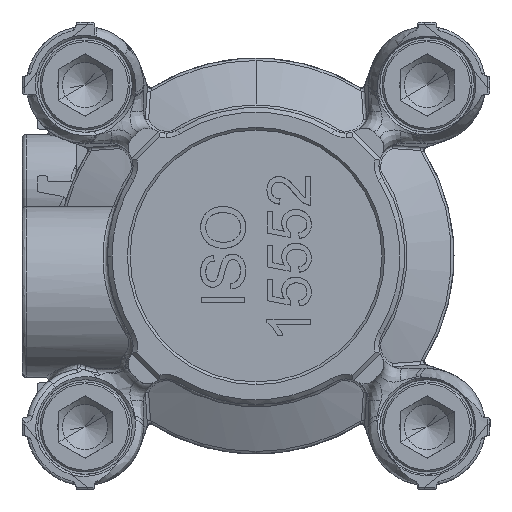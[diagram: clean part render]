
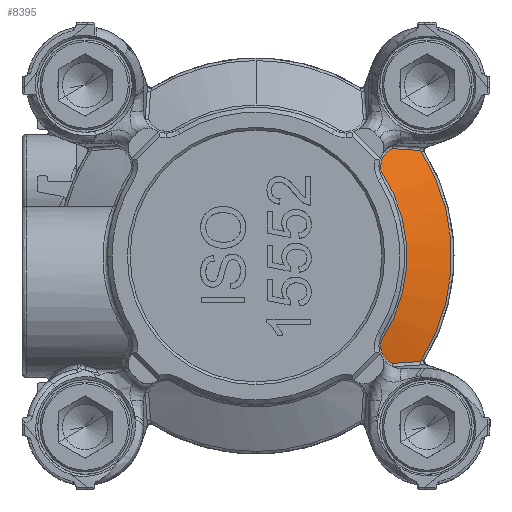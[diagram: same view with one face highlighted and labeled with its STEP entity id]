
A CAD part, front view. The second image highlights one B-rep face of the part: STEP entity #8395.
In plain terms, the highlighted conical face has half-angle 63.5 degrees and reference radius 21.723 mm.
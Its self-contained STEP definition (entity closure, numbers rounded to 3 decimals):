
#715 = EDGE_CURVE ( 'NONE', #86829, #75440, #81442, .T. ) ;
#2189 = CARTESIAN_POINT ( 'NONE',  ( 17.193, 24.271, 11.796 ) ) ;
#4408 = CARTESIAN_POINT ( 'NONE',  ( 14.101, 22.778, 10.939 ) ) ;
#4446 = CIRCLE ( 'NONE', #61197, 21.723 ) ;
#4911 = CARTESIAN_POINT ( 'NONE',  ( 13.915, 22.245, 9.372 ) ) ;
#6070 = CARTESIAN_POINT ( 'NONE',  ( 14.379, 23.014, -11.352 ) ) ;
#8395 = ADVANCED_FACE ( 'NONE', ( #50718 ), #14807, .T. ) ;
#9989 = CIRCLE ( 'NONE', #19713, 16.777 ) ;
#10192 = CARTESIAN_POINT ( 'NONE',  ( 13.88, 22.498, -10.303 ) ) ;
#11040 = CARTESIAN_POINT ( 'NONE',  ( 13.867, 22.465, 10.207 ) ) ;
#11617 = DIRECTION ( 'NONE',  ( -1., 0., 0. ) ) ;
#12035 = CARTESIAN_POINT ( 'NONE',  ( 14.624, 23.184, 11.592 ) ) ;
#12182 = CARTESIAN_POINT ( 'NONE',  ( 13.848, 22.348, -9.835 ) ) ;
#12534 = CARTESIAN_POINT ( 'NONE',  ( 13.978, 22.648, 10.672 ) ) ;
#13520 = VERTEX_POINT ( 'NONE', #41340 ) ;
#14189 = CARTESIAN_POINT ( 'NONE',  ( 14.144, 22.821, -11.024 ) ) ;
#14287 = EDGE_CURVE ( 'NONE', #75440, #81640, #100342, .T. ) ;
#14688 = CARTESIAN_POINT ( 'NONE',  ( 14.081, 22.758, -10.9 ) ) ;
#14807 = CONICAL_SURFACE ( 'NONE', #35927, 21.723, 1.108 ) ;
#15439 = CARTESIAN_POINT ( 'NONE',  ( 18.289, 24.711, -11.721 ) ) ;
#15699 = DIRECTION ( 'NONE',  ( 0., 1., 0. ) ) ;
#19176 = CARTESIAN_POINT ( 'NONE',  ( 15.152, 23.494, 11.925 ) ) ;
#19713 = AXIS2_PLACEMENT_3D ( 'NONE', #83709, #15699, #44655 ) ;
#20173 = CARTESIAN_POINT ( 'NONE',  ( 14.244, 22.907, 11.176 ) ) ;
#21310 = CARTESIAN_POINT ( 'NONE',  ( 14.038, 22.714, -10.81 ) ) ;
#22313 = CARTESIAN_POINT ( 'NONE',  ( 15.152, 23.494, -11.925 ) ) ;
#25449 = CARTESIAN_POINT ( 'NONE',  ( 13.846, 22.377, -9.936 ) ) ;
#26779 = EDGE_LOOP ( 'NONE', ( #88387, #75984, #97860, #90094, #57409, #82199 ) ) ;
#26876 = DIRECTION ( 'NONE',  ( 0., 1., 0. ) ) ;
#27788 = CARTESIAN_POINT ( 'NONE',  ( 13.848, 22.29, 9.634 ) ) ;
#28928 = CARTESIAN_POINT ( 'NONE',  ( 14.916, 23.369, -11.82 ) ) ;
#29438 = CARTESIAN_POINT ( 'NONE',  ( 13.994, 22.665, -10.705 ) ) ;
#29494 = EDGE_CURVE ( 'NONE', #13520, #81640, #4446, .T. ) ;
#32188 = CARTESIAN_POINT ( 'NONE',  ( 16.148, 23.865, 11.864 ) ) ;
#33183 = CARTESIAN_POINT ( 'NONE',  ( 18.289, 24.711, 11.721 ) ) ;
#33567 = CARTESIAN_POINT ( 'NONE',  ( 13.882, 22.267, -9.503 ) ) ;
#33927 = CARTESIAN_POINT ( 'NONE',  ( 14.145, 22.82, 11.019 ) ) ;
#34422 = CARTESIAN_POINT ( 'NONE',  ( 14.577, 23.154, 11.552 ) ) ;
#34913 = CARTESIAN_POINT ( 'NONE',  ( 15.034, 23.432, 11.873 ) ) ;
#35927 = AXIS2_PLACEMENT_3D ( 'NONE', #36500, #26876, #11617 ) ;
#36500 = CARTESIAN_POINT ( 'NONE',  ( 0., 24.711, 0. ) ) ;
#36569 = CARTESIAN_POINT ( 'NONE',  ( 14.511, 23.109, -11.491 ) ) ;
#36811 = CARTESIAN_POINT ( 'NONE',  ( 16.148, 23.865, -11.864 ) ) ;
#37065 = CARTESIAN_POINT ( 'NONE',  ( 14.711, 23.246, -11.68 ) ) ;
#38666 = EDGE_CURVE ( 'NONE', #94430, #86829, #9989, .T. ) ;
#39461 = CARTESIAN_POINT ( 'NONE',  ( 15.152, 23.494, -11.925 ) ) ;
#40292 = CARTESIAN_POINT ( 'NONE',  ( 15.152, 23.494, 11.925 ) ) ;
#41340 = CARTESIAN_POINT ( 'NONE',  ( 18.289, 24.711, 11.721 ) ) ;
#42026 = CARTESIAN_POINT ( 'NONE',  ( 14.695, 23.23, 11.652 ) ) ;
#43010 = CARTESIAN_POINT ( 'NONE',  ( 14.114, 22.791, 10.965 ) ) ;
#43506 = CARTESIAN_POINT ( 'NONE',  ( 13.83, 22.359, 9.899 ) ) ;
#44655 = DIRECTION ( 'NONE',  ( 0., 0., 1. ) ) ;
#45159 = CARTESIAN_POINT ( 'NONE',  ( 14.073, 22.751, -10.884 ) ) ;
#49292 = CARTESIAN_POINT ( 'NONE',  ( 13.862, 22.449, -10.158 ) ) ;
#49781 = CARTESIAN_POINT ( 'NONE',  ( 13.86, 22.443, -10.14 ) ) ;
#50718 = FACE_OUTER_BOUND ( 'NONE', #26779, .T. ) ;
#51130 = CARTESIAN_POINT ( 'NONE',  ( 14.026, 22.704, 10.792 ) ) ;
#51267 = EDGE_CURVE ( 'NONE', #92457, #94430, #79799, .T. ) ;
#51622 = CARTESIAN_POINT ( 'NONE',  ( 14.355, 22.997, 11.326 ) ) ;
#53147 = CARTESIAN_POINT ( 'NONE',  ( 18.289, 24.711, -11.721 ) ) ;
#57409 = ORIENTED_EDGE ( 'NONE', *, *, #38666, .T. ) ;
#58390 = CARTESIAN_POINT ( 'NONE',  ( 13.86, 22.296, -9.635 ) ) ;
#59615 = CARTESIAN_POINT ( 'NONE',  ( 17.193, 24.271, -11.796 ) ) ;
#61197 = AXIS2_PLACEMENT_3D ( 'NONE', #99742, #77362, #86969 ) ;
#64856 = CARTESIAN_POINT ( 'NONE',  ( 13.871, 22.475, 10.236 ) ) ;
#65000 = CARTESIAN_POINT ( 'NONE',  ( 13.857, 22.431, -10.106 ) ) ;
#65291 = CARTESIAN_POINT ( 'NONE',  ( 13.915, 22.245, 9.372 ) ) ;
#65854 = CARTESIAN_POINT ( 'NONE',  ( 14.769, 23.277, 11.707 ) ) ;
#66349 = CARTESIAN_POINT ( 'NONE',  ( 13.923, 22.571, 10.487 ) ) ;
#67203 = B_SPLINE_CURVE_WITH_KNOTS ( 'NONE', 3,
 ( #33183, #2189, #32188, #40292 ),
 .UNSPECIFIED., .F., .F.,
 ( 4, 4 ),
 ( 0., 1. ),
 .UNSPECIFIED. ) ;
#67506 = CARTESIAN_POINT ( 'NONE',  ( 14.443, 23.061, -11.422 ) ) ;
#74578 = CARTESIAN_POINT ( 'NONE',  ( 13.915, 22.245, -9.372 ) ) ;
#75440 = VERTEX_POINT ( 'NONE', #39461 ) ;
#75598 = CARTESIAN_POINT ( 'NONE',  ( 13.962, 22.624, -10.614 ) ) ;
#75984 = ORIENTED_EDGE ( 'NONE', *, *, #29494, .F. ) ;
#76094 = CARTESIAN_POINT ( 'NONE',  ( 14.208, 22.879, -11.13 ) ) ;
#76338 = CARTESIAN_POINT ( 'NONE',  ( 15.152, 23.494, -11.925 ) ) ;
#77362 = DIRECTION ( 'NONE',  ( 0., 1., 0. ) ) ;
#79713 = CARTESIAN_POINT ( 'NONE',  ( 13.852, 22.414, -10.054 ) ) ;
#79799 = B_SPLINE_CURVE_WITH_KNOTS ( 'NONE', 3,
 ( #19176, #34913, #81571, #65854, #42026, #12035, #34422, #96333, #81062, #51622, #20173, #82064, #33927, #43010, #4408, #51130, #12534, #66349, #89710, #97337, #64856, #11040, #43506, #27788, #4911 ),
 .UNSPECIFIED., .F., .F.,
 ( 4, 2, 1, 2, 2, 2, 1, 2, 2, 2, 1, 2, 2, 4 ),
 ( 0., 0.125, 0.188, 0.219, 0.25, 0.375, 0.438, 0.469, 0.5, 0.625, 0.688, 0.719, 0.75, 1. ),
 .UNSPECIFIED. ) ;
#81062 = CARTESIAN_POINT ( 'NONE',  ( 14.439, 23.059, 11.421 ) ) ;
#81442 = B_SPLINE_CURVE_WITH_KNOTS ( 'NONE', 3,
 ( #96982, #33567, #58390, #12182, #25449, #79713, #65000, #49781, #49292, #10192, #97486, #75598, #29438, #21310, #82214, #45159, #14688, #14189, #76094, #89863, #6070, #67506, #99496, #36569, #37065, #28928, #22313 ),
 .UNSPECIFIED., .F., .F.,
 ( 4, 2, 1, 1, 2, 2, 2, 1, 1, 2, 2, 2, 1, 2, 2, 4 ),
 ( 0., 0.125, 0.187, 0.219, 0.234, 0.25, 0.375, 0.437, 0.469, 0.484, 0.5, 0.625, 0.687, 0.719, 0.75, 1. ),
 .UNSPECIFIED. ) ;
#81571 = CARTESIAN_POINT ( 'NONE',  ( 14.924, 23.369, 11.811 ) ) ;
#81640 = VERTEX_POINT ( 'NONE', #53147 ) ;
#82064 = CARTESIAN_POINT ( 'NONE',  ( 14.192, 22.863, 11.099 ) ) ;
#82199 = ORIENTED_EDGE ( 'NONE', *, *, #715, .T. ) ;
#82214 = CARTESIAN_POINT ( 'NONE',  ( 14.059, 22.736, -10.855 ) ) ;
#83709 = CARTESIAN_POINT ( 'NONE',  ( 0., 22.245, 0. ) ) ;
#86829 = VERTEX_POINT ( 'NONE', #74578 ) ;
#86969 = DIRECTION ( 'NONE',  ( 0., 0., -1. ) ) ;
#87343 = CARTESIAN_POINT ( 'NONE',  ( 15.152, 23.494, 11.925 ) ) ;
#88387 = ORIENTED_EDGE ( 'NONE', *, *, #14287, .T. ) ;
#88805 = EDGE_CURVE ( 'NONE', #13520, #92457, #67203, .T. ) ;
#89710 = CARTESIAN_POINT ( 'NONE',  ( 13.899, 22.534, 10.394 ) ) ;
#89863 = CARTESIAN_POINT ( 'NONE',  ( 14.319, 22.969, -11.279 ) ) ;
#90094 = ORIENTED_EDGE ( 'NONE', *, *, #51267, .T. ) ;
#92457 = VERTEX_POINT ( 'NONE', #87343 ) ;
#94430 = VERTEX_POINT ( 'NONE', #65291 ) ;
#96333 = CARTESIAN_POINT ( 'NONE',  ( 14.555, 23.139, 11.532 ) ) ;
#96982 = CARTESIAN_POINT ( 'NONE',  ( 13.915, 22.245, -9.372 ) ) ;
#97337 = CARTESIAN_POINT ( 'NONE',  ( 13.882, 22.498, 10.3 ) ) ;
#97486 = CARTESIAN_POINT ( 'NONE',  ( 13.906, 22.546, -10.429 ) ) ;
#97860 = ORIENTED_EDGE ( 'NONE', *, *, #88805, .T. ) ;
#99496 = CARTESIAN_POINT ( 'NONE',  ( 14.487, 23.092, -11.467 ) ) ;
#99742 = CARTESIAN_POINT ( 'NONE',  ( 0., 24.711, 0. ) ) ;
#100342 = B_SPLINE_CURVE_WITH_KNOTS ( 'NONE', 3,
 ( #76338, #36811, #59615, #15439 ),
 .UNSPECIFIED., .F., .F.,
 ( 4, 4 ),
 ( 0., 1. ),
 .UNSPECIFIED. ) ;
